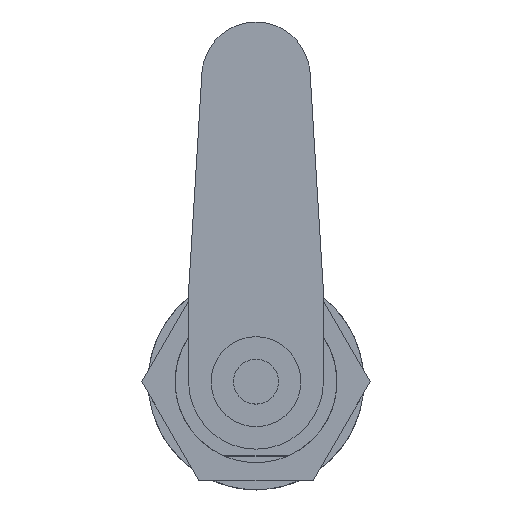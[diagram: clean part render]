
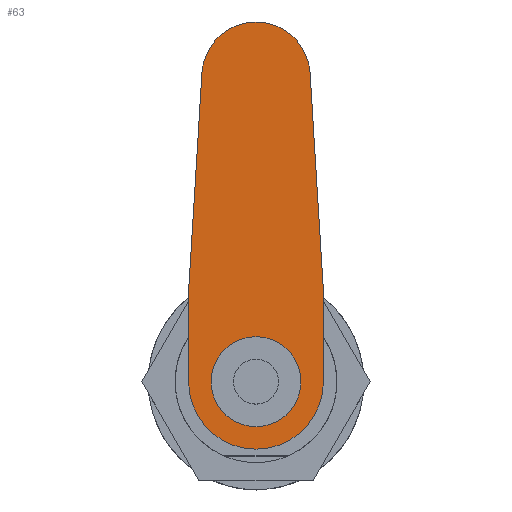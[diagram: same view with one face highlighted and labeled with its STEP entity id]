
A CAD part, top view. The second image highlights one B-rep face of the part: STEP entity #63.
In plain terms, the highlighted planar face has unit normal (0, 0, 1).
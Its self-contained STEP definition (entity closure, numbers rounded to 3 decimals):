
#63 = ADVANCED_FACE ( 'NONE', ( #749, #116 ), #872, .T. ) ;
#75 = CARTESIAN_POINT ( 'NONE',  ( -7.5, 0., 27.8 ) ) ;
#79 = EDGE_CURVE ( 'NONE', #1290, #1366, #1309, .T. ) ;
#83 = CARTESIAN_POINT ( 'NONE',  ( -7.5, 0., 27.8 ) ) ;
#116 = FACE_BOUND ( 'NONE', #508, .T. ) ;
#134 = CARTESIAN_POINT ( 'NONE',  ( -6.011, 34.345, 27.8 ) ) ;
#142 = EDGE_CURVE ( 'NONE', #888, #584, #1210, .T. ) ;
#172 = ORIENTED_EDGE ( 'NONE', *, *, #79, .F. ) ;
#194 = CARTESIAN_POINT ( 'NONE',  ( -8.081, 0.494, 27.8 ) ) ;
#203 = CARTESIAN_POINT ( 'NONE',  ( 5., 0., 27.8 ) ) ;
#232 = VERTEX_POINT ( 'NONE', #800 ) ;
#263 = CARTESIAN_POINT ( 'NONE',  ( 0., 0., 27.8 ) ) ;
#347 = VECTOR ( 'NONE', #795, 1000. ) ;
#358 = CARTESIAN_POINT ( 'NONE',  ( 0., 0., 27.8 ) ) ;
#361 = VERTEX_POINT ( 'NONE', #203 ) ;
#369 = ORIENTED_EDGE ( 'NONE', *, *, #594, .F. ) ;
#375 = DIRECTION ( 'NONE',  ( 1., 0., 0. ) ) ;
#404 = CARTESIAN_POINT ( 'NONE',  ( 0., 0., 27.8 ) ) ;
#406 = DIRECTION ( 'NONE',  ( 0., 0., 1. ) ) ;
#460 = AXIS2_PLACEMENT_3D ( 'NONE', #1358, #680, #1479 ) ;
#481 = CIRCLE ( 'NONE', #460, 6.022 ) ;
#482 = DIRECTION ( 'NONE',  ( 1., 0., 0. ) ) ;
#508 = EDGE_LOOP ( 'NONE', ( #711 ) ) ;
#549 = VERTEX_POINT ( 'NONE', #75 ) ;
#553 = ORIENTED_EDGE ( 'NONE', *, *, #581, .T. ) ;
#554 = DIRECTION ( 'NONE',  ( 0.061, 0.998, 0. ) ) ;
#581 = EDGE_CURVE ( 'NONE', #1290, #549, #647, .T. ) ;
#584 = VERTEX_POINT ( 'NONE', #676 ) ;
#594 = EDGE_CURVE ( 'NONE', #1366, #232, #481, .T. ) ;
#598 = CARTESIAN_POINT ( 'NONE',  ( -7.5, 10., 27.8 ) ) ;
#606 = ORIENTED_EDGE ( 'NONE', *, *, #1054, .T. ) ;
#618 = AXIS2_PLACEMENT_3D ( 'NONE', #358, #1177, #482 ) ;
#639 = AXIS2_PLACEMENT_3D ( 'NONE', #404, #406, #787 ) ;
#645 = VECTOR ( 'NONE', #1086, 1000. ) ;
#647 = LINE ( 'NONE', #83, #347 ) ;
#676 = CARTESIAN_POINT ( 'NONE',  ( 7.5, 10., 27.8 ) ) ;
#680 = DIRECTION ( 'NONE',  ( 0., 0., -1. ) ) ;
#711 = ORIENTED_EDGE ( 'NONE', *, *, #1314, .F. ) ;
#749 = FACE_OUTER_BOUND ( 'NONE', #905, .T. ) ;
#777 = CARTESIAN_POINT ( 'NONE',  ( 7.5, 0., 27.8 ) ) ;
#787 = DIRECTION ( 'NONE',  ( 1., 0., 0. ) ) ;
#795 = DIRECTION ( 'NONE',  ( 0., -1., 0. ) ) ;
#800 = CARTESIAN_POINT ( 'NONE',  ( 6.011, 34.345, 27.8 ) ) ;
#872 = PLANE ( 'NONE',  #639 ) ;
#888 = VERTEX_POINT ( 'NONE', #1391 ) ;
#897 = CIRCLE ( 'NONE', #1378, 7.5 ) ;
#903 = VECTOR ( 'NONE', #1003, 1000. ) ;
#905 = EDGE_LOOP ( 'NONE', ( #946, #606, #369, #172, #553, #1179 ) ) ;
#946 = ORIENTED_EDGE ( 'NONE', *, *, #142, .T. ) ;
#972 = CARTESIAN_POINT ( 'NONE',  ( 8.081, 0.494, 27.8 ) ) ;
#975 = CIRCLE ( 'NONE', #618, 5. ) ;
#1003 = DIRECTION ( 'NONE',  ( 0., 1., 0. ) ) ;
#1009 = VECTOR ( 'NONE', #554, 1000. ) ;
#1024 = LINE ( 'NONE', #972, #645 ) ;
#1054 = EDGE_CURVE ( 'NONE', #584, #232, #1024, .T. ) ;
#1077 = DIRECTION ( 'NONE',  ( 0., 0., 1. ) ) ;
#1086 = DIRECTION ( 'NONE',  ( -0.061, 0.998, 0. ) ) ;
#1177 = DIRECTION ( 'NONE',  ( 0., 0., 1. ) ) ;
#1179 = ORIENTED_EDGE ( 'NONE', *, *, #1379, .T. ) ;
#1210 = LINE ( 'NONE', #777, #903 ) ;
#1290 = VERTEX_POINT ( 'NONE', #598 ) ;
#1309 = LINE ( 'NONE', #194, #1009 ) ;
#1314 = EDGE_CURVE ( 'NONE', #361, #361, #975, .T. ) ;
#1358 = CARTESIAN_POINT ( 'NONE',  ( 0., 33.978, 27.8 ) ) ;
#1366 = VERTEX_POINT ( 'NONE', #134 ) ;
#1378 = AXIS2_PLACEMENT_3D ( 'NONE', #263, #1077, #375 ) ;
#1379 = EDGE_CURVE ( 'NONE', #549, #888, #897, .T. ) ;
#1391 = CARTESIAN_POINT ( 'NONE',  ( 7.5, 0., 27.8 ) ) ;
#1479 = DIRECTION ( 'NONE',  ( 1., 0., 0. ) ) ;
